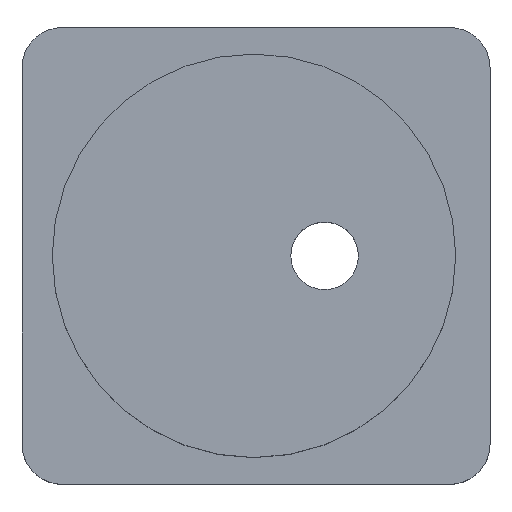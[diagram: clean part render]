
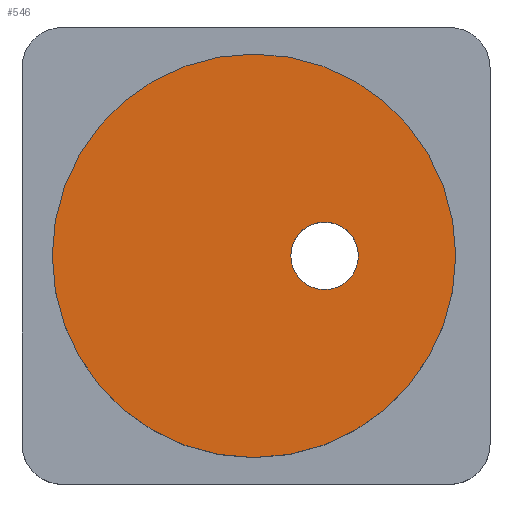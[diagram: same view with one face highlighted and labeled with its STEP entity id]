
A CAD part, top view. The second image highlights one B-rep face of the part: STEP entity #546.
In plain terms, the highlighted planar face has unit normal (0, 0, 1).
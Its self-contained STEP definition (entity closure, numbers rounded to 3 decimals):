
#32=FACE_BOUND('',#141,.T.);
#49=PLANE('',#637);
#91=FACE_OUTER_BOUND('',#140,.T.);
#140=EDGE_LOOP('',(#490));
#141=EDGE_LOOP('',(#491));
#236=CIRCLE('',#633,1.675);
#238=CIRCLE('',#636,10.);
#281=VERTEX_POINT('',#1094);
#283=VERTEX_POINT('',#1100);
#350=EDGE_CURVE('',#281,#281,#236,.T.);
#353=EDGE_CURVE('',#283,#283,#238,.T.);
#490=ORIENTED_EDGE('',*,*,#353,.T.);
#491=ORIENTED_EDGE('',*,*,#350,.T.);
#546=ADVANCED_FACE('',(#91,#32),#49,.T.);
#633=AXIS2_PLACEMENT_3D('',#1096,#808,#809);
#636=AXIS2_PLACEMENT_3D('',#1102,#815,#816);
#637=AXIS2_PLACEMENT_3D('',#1103,#817,#818);
#808=DIRECTION('center_axis',(0.,0.,-1.));
#809=DIRECTION('ref_axis',(-1.,0.,0.));
#815=DIRECTION('center_axis',(0.,0.,1.));
#816=DIRECTION('ref_axis',(1.,0.,0.));
#817=DIRECTION('center_axis',(0.,0.,1.));
#818=DIRECTION('ref_axis',(1.,0.,0.));
#1094=CARTESIAN_POINT('',(9.397,5.464,-0.705));
#1096=CARTESIAN_POINT('Origin',(7.722,5.464,-0.705));
#1100=CARTESIAN_POINT('',(14.222,5.464,-0.705));
#1102=CARTESIAN_POINT('Origin',(4.222,5.464,-0.705));
#1103=CARTESIAN_POINT('Origin',(4.222,5.464,-0.705));
